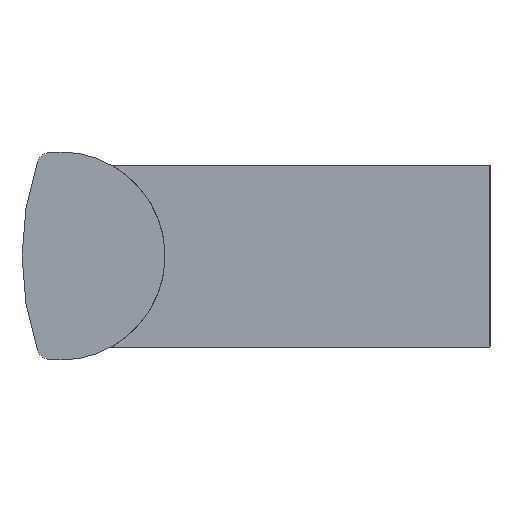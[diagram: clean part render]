
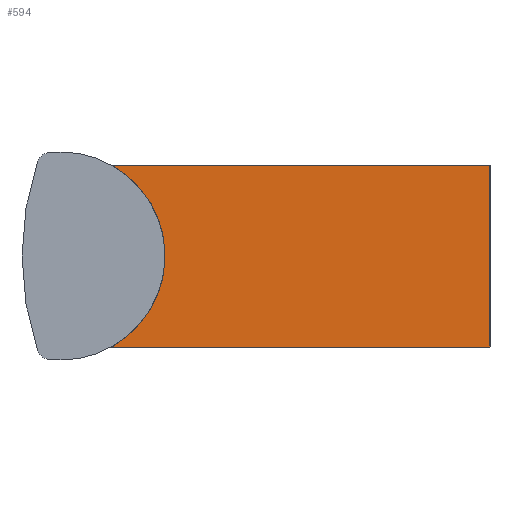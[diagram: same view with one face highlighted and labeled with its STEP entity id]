
A CAD part, left-side view. The second image highlights one B-rep face of the part: STEP entity #594.
In plain terms, the highlighted planar face has unit normal (-1, 0, 0).
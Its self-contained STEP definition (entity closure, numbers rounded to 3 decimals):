
#11 = CARTESIAN_POINT ( 'NONE',  ( -150., 36.002, -7. ) ) ;
#41 = CARTESIAN_POINT ( 'NONE',  ( -150., 29.127, 7. ) ) ;
#66 = CARTESIAN_POINT ( 'NONE',  ( -150., 29.127, -7. ) ) ;
#124 = EDGE_CURVE ( 'NONE', #820, #561, #515, .T. ) ;
#153 = DIRECTION ( 'NONE',  ( 0., 0., -1. ) ) ;
#166 = EDGE_CURVE ( 'NONE', #710, #820, #698, .T. ) ;
#184 = AXIS2_PLACEMENT_3D ( 'NONE', #747, #348, #274 ) ;
#247 = VECTOR ( 'NONE', #437, 1000. ) ;
#274 = DIRECTION ( 'NONE',  ( 0., 0., -1. ) ) ;
#280 = VECTOR ( 'NONE', #311, 1000. ) ;
#292 = CARTESIAN_POINT ( 'NONE',  ( -150., 0., -7. ) ) ;
#311 = DIRECTION ( 'NONE',  ( 0., -1., 0. ) ) ;
#339 = EDGE_CURVE ( 'NONE', #411, #561, #655, .T. ) ;
#348 = DIRECTION ( 'NONE',  ( -1., 0., 0. ) ) ;
#352 = DIRECTION ( 'NONE',  ( 0., -1., 0. ) ) ;
#370 = DIRECTION ( 'NONE',  ( 1., 0., 0. ) ) ;
#411 = VERTEX_POINT ( 'NONE', #41 ) ;
#433 = PLANE ( 'NONE',  #451 ) ;
#437 = DIRECTION ( 'NONE',  ( 0., 0., 1. ) ) ;
#451 = AXIS2_PLACEMENT_3D ( 'NONE', #11, #370, #153 ) ;
#514 = CARTESIAN_POINT ( 'NONE',  ( -150., 36.002, 7. ) ) ;
#515 = LINE ( 'NONE', #292, #247 ) ;
#530 = ORIENTED_EDGE ( 'NONE', *, *, #124, .T. ) ;
#561 = VERTEX_POINT ( 'NONE', #735 ) ;
#569 = FACE_OUTER_BOUND ( 'NONE', #870, .T. ) ;
#573 = CARTESIAN_POINT ( 'NONE',  ( -150., 36.002, -7. ) ) ;
#594 = ADVANCED_FACE ( 'NONE', ( #569 ), #433, .F. ) ;
#603 = ORIENTED_EDGE ( 'NONE', *, *, #784, .F. ) ;
#607 = CIRCLE ( 'NONE', #184, 8. ) ;
#655 = LINE ( 'NONE', #514, #280 ) ;
#661 = VECTOR ( 'NONE', #352, 1000. ) ;
#681 = ORIENTED_EDGE ( 'NONE', *, *, #339, .F. ) ;
#698 = LINE ( 'NONE', #573, #661 ) ;
#710 = VERTEX_POINT ( 'NONE', #66 ) ;
#735 = CARTESIAN_POINT ( 'NONE',  ( -150., 0., 7. ) ) ;
#747 = CARTESIAN_POINT ( 'NONE',  ( -150., 33., 0. ) ) ;
#784 = EDGE_CURVE ( 'NONE', #710, #411, #607, .T. ) ;
#793 = ORIENTED_EDGE ( 'NONE', *, *, #166, .T. ) ;
#812 = CARTESIAN_POINT ( 'NONE',  ( -150., 0., -7. ) ) ;
#820 = VERTEX_POINT ( 'NONE', #812 ) ;
#870 = EDGE_LOOP ( 'NONE', ( #603, #793, #530, #681 ) ) ;
